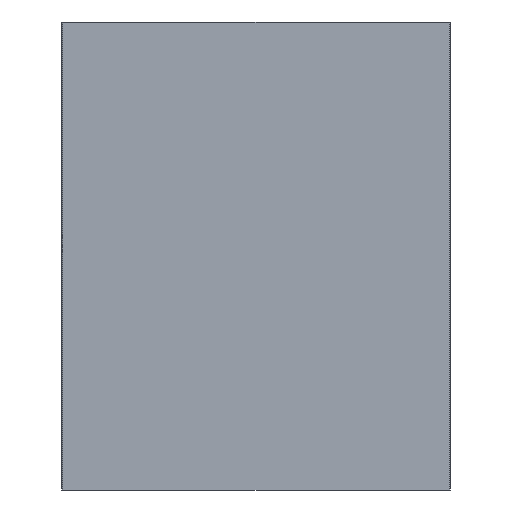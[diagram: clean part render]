
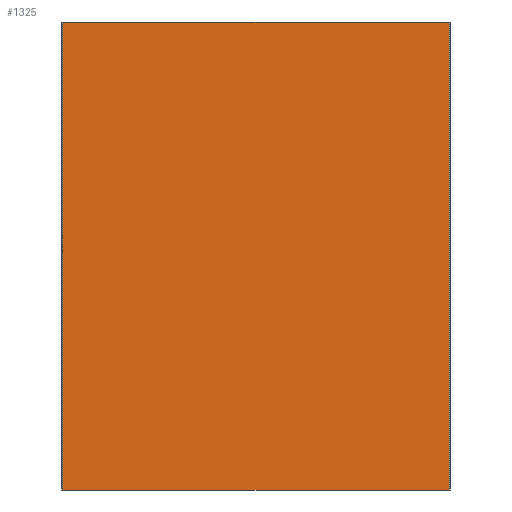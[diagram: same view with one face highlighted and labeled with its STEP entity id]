
A CAD part, front view. The second image highlights one B-rep face of the part: STEP entity #1325.
In plain terms, the highlighted planar face has unit normal (0, -1, 0).
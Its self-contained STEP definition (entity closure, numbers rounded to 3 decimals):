
#164 = LINE ( 'NONE', #929, #239 ) ;
#190 = VECTOR ( 'NONE', #975, 1000. ) ;
#215 = FACE_OUTER_BOUND ( 'NONE', #535, .T. ) ;
#230 = LINE ( 'NONE', #980, #190 ) ;
#239 = VECTOR ( 'NONE', #930, 1000. ) ;
#295 = VERTEX_POINT ( 'NONE', #854 ) ;
#297 = ORIENTED_EDGE ( 'NONE', *, *, #1277, .T. ) ;
#317 = VECTOR ( 'NONE', #776, 1000. ) ;
#343 = VECTOR ( 'NONE', #713, 1000. ) ;
#432 = ORIENTED_EDGE ( 'NONE', *, *, #1115, .F. ) ;
#441 = ORIENTED_EDGE ( 'NONE', *, *, #1197, .F. ) ;
#466 = LINE ( 'NONE', #702, #317 ) ;
#472 = VERTEX_POINT ( 'NONE', #732 ) ;
#535 = EDGE_LOOP ( 'NONE', ( #680, #432, #441, #297 ) ) ;
#611 = VERTEX_POINT ( 'NONE', #780 ) ;
#659 = VERTEX_POINT ( 'NONE', #718 ) ;
#661 = LINE ( 'NONE', #704, #343 ) ;
#680 = ORIENTED_EDGE ( 'NONE', *, *, #1297, .T. ) ;
#702 = CARTESIAN_POINT ( 'NONE',  ( 247.75, 0., 600. ) ) ;
#704 = CARTESIAN_POINT ( 'NONE',  ( 247.75, 0., 600. ) ) ;
#713 = DIRECTION ( 'NONE',  ( 0., 0., -1. ) ) ;
#718 = CARTESIAN_POINT ( 'NONE',  ( -247.75, 0., 0. ) ) ;
#732 = CARTESIAN_POINT ( 'NONE',  ( -247.75, 0., 600. ) ) ;
#776 = DIRECTION ( 'NONE',  ( 1., 0., 0. ) ) ;
#780 = CARTESIAN_POINT ( 'NONE',  ( 247.75, 0., 600. ) ) ;
#854 = CARTESIAN_POINT ( 'NONE',  ( 247.75, 0., 0. ) ) ;
#929 = CARTESIAN_POINT ( 'NONE',  ( -247.75, 0., 600. ) ) ;
#930 = DIRECTION ( 'NONE',  ( 0., 0., -1. ) ) ;
#975 = DIRECTION ( 'NONE',  ( 1., 0., 0. ) ) ;
#980 = CARTESIAN_POINT ( 'NONE',  ( 247.75, 0., 0. ) ) ;
#1075 = CARTESIAN_POINT ( 'NONE',  ( 247.75, 0., 600. ) ) ;
#1079 = PLANE ( 'NONE',  #1108 ) ;
#1081 = DIRECTION ( 'NONE',  ( 0., 1., 0. ) ) ;
#1082 = DIRECTION ( 'NONE',  ( 0., 0., 1. ) ) ;
#1108 = AXIS2_PLACEMENT_3D ( 'NONE', #1075, #1081, #1082 ) ;
#1115 = EDGE_CURVE ( 'NONE', #611, #295, #661, .T. ) ;
#1197 = EDGE_CURVE ( 'NONE', #472, #611, #466, .T. ) ;
#1277 = EDGE_CURVE ( 'NONE', #472, #659, #164, .T. ) ;
#1297 = EDGE_CURVE ( 'NONE', #659, #295, #230, .T. ) ;
#1325 = ADVANCED_FACE ( 'NONE', ( #215 ), #1079, .F. ) ;
